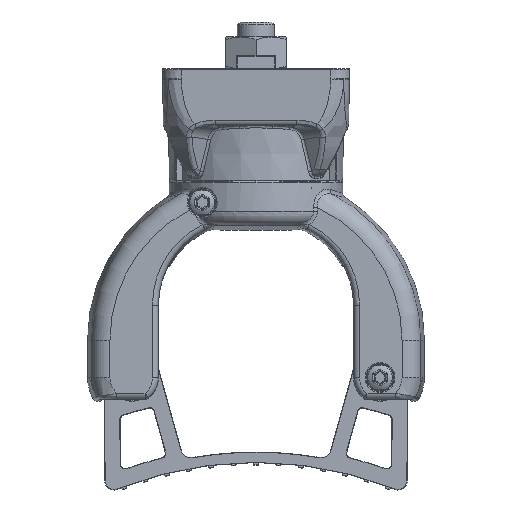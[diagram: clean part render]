
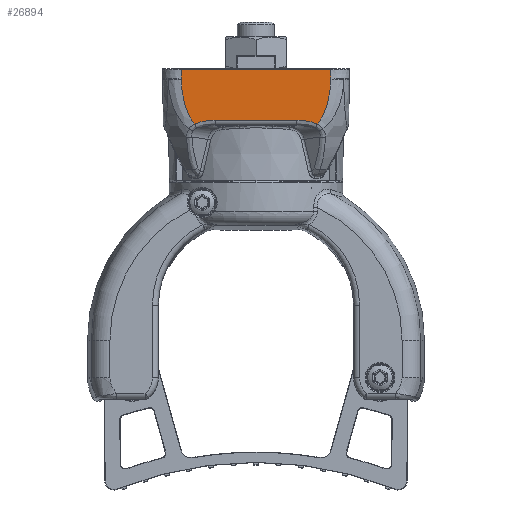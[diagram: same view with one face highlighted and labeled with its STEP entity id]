
A CAD part, top view. The second image highlights one B-rep face of the part: STEP entity #26894.
In plain terms, the highlighted planar face has unit normal (0, -0.018, 1).
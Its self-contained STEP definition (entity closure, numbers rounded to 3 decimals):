
#182 = CARTESIAN_POINT ( 'NONE',  ( -15.521, -6.445, 19.889 ) ) ;
#585 = CARTESIAN_POINT ( 'NONE',  ( -14.789, -8.88, 19.846 ) ) ;
#994 = CARTESIAN_POINT ( 'NONE',  ( 13.064, -11.838, 19.795 ) ) ;
#1292 = LINE ( 'NONE', #64466, #54699 ) ;
#2304 = ORIENTED_EDGE ( 'NONE', *, *, #67597, .T. ) ;
#2498 = LINE ( 'NONE', #66910, #14663 ) ;
#4854 = CARTESIAN_POINT ( 'NONE',  ( 15.98, -0.203, 19.998 ) ) ;
#4947 = CARTESIAN_POINT ( 'NONE',  ( 15.98, -2.238, 19.962 ) ) ;
#5608 = CARTESIAN_POINT ( 'NONE',  ( -13.614, -11.172, 19.806 ) ) ;
#6667 = VECTOR ( 'NONE', #7805, 1000. ) ;
#7559 = CARTESIAN_POINT ( 'NONE',  ( 15.68, -5.617, 19.903 ) ) ;
#7805 = DIRECTION ( 'NONE',  ( -1., 0., 0. ) ) ;
#8740 = DIRECTION ( 'NONE',  ( -1., 0., 0. ) ) ;
#9838 = ORIENTED_EDGE ( 'NONE', *, *, #46224, .F. ) ;
#11017 = CARTESIAN_POINT ( 'NONE',  ( -15.98, -23., 19.6 ) ) ;
#11942 = EDGE_CURVE ( 'NONE', #21115, #65600, #58110, .T. ) ;
#12884 = VERTEX_POINT ( 'NONE', #33969 ) ;
#13324 = CARTESIAN_POINT ( 'NONE',  ( -15.98, -2.238, 19.962 ) ) ;
#13824 = CARTESIAN_POINT ( 'NONE',  ( 13.614, -11.172, 19.806 ) ) ;
#14663 = VECTOR ( 'NONE', #8740, 1000. ) ;
#17226 = PLANE ( 'NONE',  #79597 ) ;
#17885 = CARTESIAN_POINT ( 'NONE',  ( 13.064, -11.838, 19.795 ) ) ;
#19645 = CARTESIAN_POINT ( 'NONE',  ( 14.069, -10.442, 19.819 ) ) ;
#19701 = CARTESIAN_POINT ( 'NONE',  ( -15.902, -3.941, 19.933 ) ) ;
#20618 = LINE ( 'NONE', #52211, #79521 ) ;
#21115 = VERTEX_POINT ( 'NONE', #59565 ) ;
#22965 = VERTEX_POINT ( 'NONE', #26171 ) ;
#26171 = CARTESIAN_POINT ( 'NONE',  ( -15.98, -0.203, 19.998 ) ) ;
#26655 = DIRECTION ( 'NONE',  ( 0., 1., 0.017 ) ) ;
#26697 = CARTESIAN_POINT ( 'NONE',  ( 14.63, -9.28, 19.839 ) ) ;
#26894 = ADVANCED_FACE ( 'NONE', ( #61298 ), #17226, .T. ) ;
#27612 =( BOUNDED_CURVE ( )  B_SPLINE_CURVE ( 3, ( #52399, #77697, #64447, #65268 ),
 .UNSPECIFIED., .F., .F. ) 
 B_SPLINE_CURVE_WITH_KNOTS ( ( 4, 4 ),
 ( 4.974, 5.533 ),
 .UNSPECIFIED. ) 
 CURVE ( )  GEOMETRIC_REPRESENTATION_ITEM ( )  RATIONAL_B_SPLINE_CURVE ( ( 1., 0.974, 0.974, 1. ) ) 
 REPRESENTATION_ITEM ( '' )  );
#27917 = CARTESIAN_POINT ( 'NONE',  ( 13.064, -11.838, 19.795 ) ) ;
#29133 = CARTESIAN_POINT ( 'NONE',  ( 15.98, -2.238, 19.962 ) ) ;
#30516 = DIRECTION ( 'NONE',  ( -1., 0., 0. ) ) ;
#30640 = ORIENTED_EDGE ( 'NONE', *, *, #66936, .F. ) ;
#33019 = VERTEX_POINT ( 'NONE', #4854 ) ;
#33750 = CARTESIAN_POINT ( 'NONE',  ( 14.789, -8.88, 19.846 ) ) ;
#33969 = CARTESIAN_POINT ( 'NONE',  ( -13.064, -11.838, 19.795 ) ) ;
#35223 = VERTEX_POINT ( 'NONE', #13324 ) ;
#37173 = CARTESIAN_POINT ( 'NONE',  ( -15.195, -7.67, 19.868 ) ) ;
#37614 = CARTESIAN_POINT ( 'NONE',  ( -14.069, -10.442, 19.819 ) ) ;
#39169 = CARTESIAN_POINT ( 'NONE',  ( 15.195, -7.67, 19.868 ) ) ;
#40379 = ORIENTED_EDGE ( 'NONE', *, *, #46791, .T. ) ;
#41587 = ORIENTED_EDGE ( 'NONE', *, *, #11942, .F. ) ;
#41609 = ORIENTED_EDGE ( 'NONE', *, *, #64467, .T. ) ;
#44997 = CARTESIAN_POINT ( 'NONE',  ( 15.072, -8.076, 19.861 ) ) ;
#45054 = CARTESIAN_POINT ( 'NONE',  ( -15.98, -2.238, 19.962 ) ) ;
#45232 = B_SPLINE_CURVE_WITH_KNOTS ( 'NONE', 3,
 ( #56704, #56304, #5608, #37614, #57550, #51300, #585, #57119, #37173, #182, #76609, #19701, #69981, #45054 ),
 .UNSPECIFIED., .F., .F.,
 ( 4, 2, 2, 2, 2, 2, 4 ),
 ( 0.001, 0.002, 0.003, 0.005, 0.006, 0.009, 0.011 ),
 .UNSPECIFIED. ) ;
#45564 = DIRECTION ( 'NONE',  ( 0., 1., 0.017 ) ) ;
#46214 = CARTESIAN_POINT ( 'NONE',  ( 13.358, -11.524, 19.8 ) ) ;
#46224 = EDGE_CURVE ( 'NONE', #65600, #12884, #27612, .T. ) ;
#46791 = EDGE_CURVE ( 'NONE', #77889, #33019, #20618, .T. ) ;
#47041 = CARTESIAN_POINT ( 'NONE',  ( 15.965, -3.094, 19.947 ) ) ;
#48119 = EDGE_CURVE ( 'NONE', #33019, #22965, #2498, .T. ) ;
#48985 = ORIENTED_EDGE ( 'NONE', *, *, #59648, .F. ) ;
#49130 =( BOUNDED_CURVE ( )  B_SPLINE_CURVE ( 3, ( #61097, #63160, #49898, #17885 ),
 .UNSPECIFIED., .F., .F. ) 
 B_SPLINE_CURVE_WITH_KNOTS ( ( 4, 4 ),
 ( 4.974, 5.533 ),
 .UNSPECIFIED. ) 
 CURVE ( )  GEOMETRIC_REPRESENTATION_ITEM ( )  RATIONAL_B_SPLINE_CURVE ( ( 1., 0.974, 0.974, 1. ) ) 
 REPRESENTATION_ITEM ( '' )  );
#49898 = CARTESIAN_POINT ( 'NONE',  ( 11.839, -11.305, 19.804 ) ) ;
#51300 = CARTESIAN_POINT ( 'NONE',  ( -14.63, -9.28, 19.839 ) ) ;
#52211 = CARTESIAN_POINT ( 'NONE',  ( 15.98, -23., 19.6 ) ) ;
#52399 = CARTESIAN_POINT ( 'NONE',  ( -8.746, -11.028, 19.809 ) ) ;
#53678 = CARTESIAN_POINT ( 'NONE',  ( 15.902, -3.941, 19.933 ) ) ;
#54699 = VECTOR ( 'NONE', #26655, 1000. ) ;
#56304 = CARTESIAN_POINT ( 'NONE',  ( -13.358, -11.524, 19.8 ) ) ;
#56704 = CARTESIAN_POINT ( 'NONE',  ( -13.064, -11.838, 19.795 ) ) ;
#57119 = CARTESIAN_POINT ( 'NONE',  ( -15.072, -8.076, 19.861 ) ) ;
#57497 = B_SPLINE_CURVE_WITH_KNOTS ( 'NONE', 3,
 ( #27917, #46214, #13824, #19645, #64120, #26697, #33750, #44997, #39169, #64506, #7559, #53678, #47041, #29133 ),
 .UNSPECIFIED., .F., .F.,
 ( 4, 2, 2, 2, 2, 2, 4 ),
 ( 0.001, 0.002, 0.003, 0.005, 0.006, 0.009, 0.011 ),
 .UNSPECIFIED. ) ;
#57550 = CARTESIAN_POINT ( 'NONE',  ( -14.269, -10.062, 19.826 ) ) ;
#58110 = LINE ( 'NONE', #64743, #6667 ) ;
#59565 = CARTESIAN_POINT ( 'NONE',  ( 8.746, -11.028, 19.809 ) ) ;
#59648 = EDGE_CURVE ( 'NONE', #35223, #22965, #1292, .T. ) ;
#61097 = CARTESIAN_POINT ( 'NONE',  ( 8.746, -11.028, 19.809 ) ) ;
#61298 = FACE_OUTER_BOUND ( 'NONE', #69906, .T. ) ;
#63160 = CARTESIAN_POINT ( 'NONE',  ( 10.361, -11.028, 19.809 ) ) ;
#64120 = CARTESIAN_POINT ( 'NONE',  ( 14.269, -10.062, 19.826 ) ) ;
#64447 = CARTESIAN_POINT ( 'NONE',  ( -11.839, -11.305, 19.804 ) ) ;
#64466 = CARTESIAN_POINT ( 'NONE',  ( -15.98, -23., 19.6 ) ) ;
#64467 = EDGE_CURVE ( 'NONE', #67965, #77889, #57497, .T. ) ;
#64506 = CARTESIAN_POINT ( 'NONE',  ( 15.521, -6.445, 19.889 ) ) ;
#64743 = CARTESIAN_POINT ( 'NONE',  ( -15.98, -11.028, 19.809 ) ) ;
#65268 = CARTESIAN_POINT ( 'NONE',  ( -13.064, -11.838, 19.795 ) ) ;
#65600 = VERTEX_POINT ( 'NONE', #70040 ) ;
#66910 = CARTESIAN_POINT ( 'NONE',  ( -15.98, -0.203, 19.998 ) ) ;
#66936 = EDGE_CURVE ( 'NONE', #12884, #35223, #45232, .T. ) ;
#67597 = EDGE_CURVE ( 'NONE', #21115, #67965, #49130, .T. ) ;
#67965 = VERTEX_POINT ( 'NONE', #994 ) ;
#69906 = EDGE_LOOP ( 'NONE', ( #40379, #80303, #48985, #30640, #9838, #41587, #2304, #41609 ) ) ;
#69981 = CARTESIAN_POINT ( 'NONE',  ( -15.965, -3.094, 19.947 ) ) ;
#70040 = CARTESIAN_POINT ( 'NONE',  ( -8.746, -11.028, 19.809 ) ) ;
#75393 = DIRECTION ( 'NONE',  ( 0., -0.017, 1. ) ) ;
#76609 = CARTESIAN_POINT ( 'NONE',  ( -15.68, -5.617, 19.903 ) ) ;
#77697 = CARTESIAN_POINT ( 'NONE',  ( -10.361, -11.028, 19.809 ) ) ;
#77889 = VERTEX_POINT ( 'NONE', #4947 ) ;
#79521 = VECTOR ( 'NONE', #45564, 1000. ) ;
#79597 = AXIS2_PLACEMENT_3D ( 'NONE', #11017, #75393, #30516 ) ;
#80303 = ORIENTED_EDGE ( 'NONE', *, *, #48119, .T. ) ;
